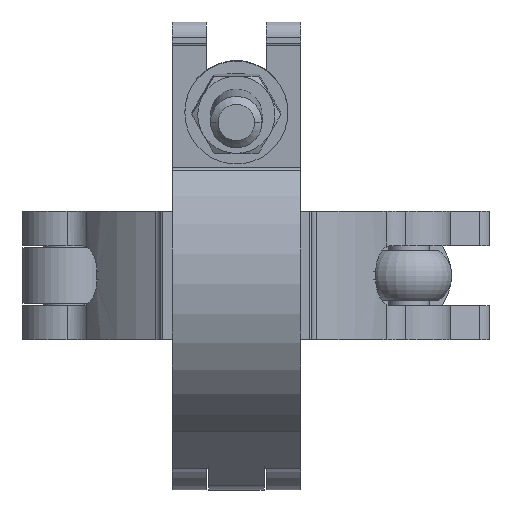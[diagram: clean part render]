
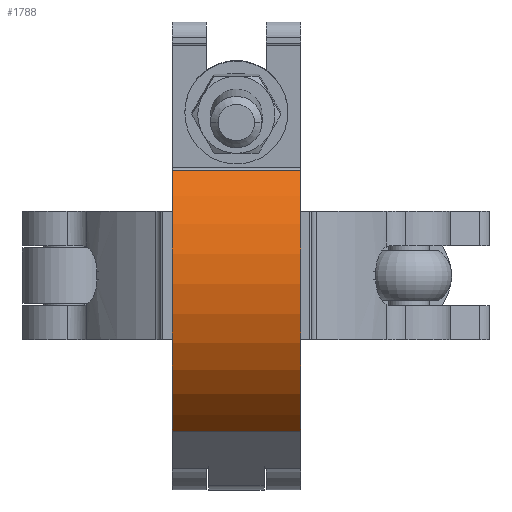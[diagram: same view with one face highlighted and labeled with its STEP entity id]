
A CAD part, front view. The second image highlights one B-rep face of the part: STEP entity #1788.
In plain terms, the highlighted cylindrical face has radius 41.35 mm (diameter 82.7 mm), a partial arc.
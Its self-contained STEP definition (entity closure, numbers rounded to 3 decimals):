
#146 = DIRECTION ( 'NONE',  ( 0., 0., -1. ) ) ;
#806 = ORIENTED_EDGE ( 'NONE', *, *, #5193, .T. ) ;
#948 = CARTESIAN_POINT ( 'NONE',  ( 14.95, 28.254, -5.364 ) ) ;
#1355 = DIRECTION ( 'NONE',  ( -1., 0., 0. ) ) ;
#1636 = CARTESIAN_POINT ( 'NONE',  ( -14.95, 28.254, -5.364 ) ) ;
#1788 = ADVANCED_FACE ( 'NONE', ( #11173 ), #10590, .T. ) ;
#2032 = CARTESIAN_POINT ( 'NONE',  ( 14.95, 7.226, -40.968 ) ) ;
#2156 = CARTESIAN_POINT ( 'NONE',  ( -14.95, 39.532, -66.777 ) ) ;
#2779 = DIRECTION ( 'NONE',  ( -1., 0., 0. ) ) ;
#3257 = CARTESIAN_POINT ( 'NONE',  ( 14.95, 39.532, -66.777 ) ) ;
#3320 = VERTEX_POINT ( 'NONE', #1636 ) ;
#3551 = CARTESIAN_POINT ( 'NONE',  ( 14.95, 7.226, -40.968 ) ) ;
#3982 = VECTOR ( 'NONE', #1355, 1000. ) ;
#4138 = EDGE_CURVE ( 'NONE', #4786, #11233, #9200, .T. ) ;
#4493 = DIRECTION ( 'NONE',  ( 0., 0., 1. ) ) ;
#4786 = VERTEX_POINT ( 'NONE', #8827 ) ;
#5091 = EDGE_LOOP ( 'NONE', ( #806, #8292, #11149, #11974 ) ) ;
#5193 = EDGE_CURVE ( 'NONE', #9280, #3320, #5322, .T. ) ;
#5287 = LINE ( 'NONE', #3257, #3982 ) ;
#5322 = CIRCLE ( 'NONE', #6188, 41.35 ) ;
#6188 = AXIS2_PLACEMENT_3D ( 'NONE', #11307, #6688, #146 ) ;
#6548 = DIRECTION ( 'NONE',  ( -1., 0., 0. ) ) ;
#6688 = DIRECTION ( 'NONE',  ( 1., 0., 0. ) ) ;
#8225 = EDGE_CURVE ( 'NONE', #4786, #9280, #5287, .T. ) ;
#8292 = ORIENTED_EDGE ( 'NONE', *, *, #10828, .F. ) ;
#8827 = CARTESIAN_POINT ( 'NONE',  ( 14.95, 39.532, -66.777 ) ) ;
#9200 = CIRCLE ( 'NONE', #10757, 41.35 ) ;
#9267 = AXIS2_PLACEMENT_3D ( 'NONE', #3551, #2779, #4493 ) ;
#9280 = VERTEX_POINT ( 'NONE', #2156 ) ;
#10386 = DIRECTION ( 'NONE',  ( 0., 0., -1. ) ) ;
#10590 = CYLINDRICAL_SURFACE ( 'NONE', #9267, 41.35 ) ;
#10757 = AXIS2_PLACEMENT_3D ( 'NONE', #2032, #11369, #10386 ) ;
#10828 = EDGE_CURVE ( 'NONE', #11233, #3320, #12121, .T. ) ;
#11078 = CARTESIAN_POINT ( 'NONE',  ( 14.95, 28.254, -5.364 ) ) ;
#11149 = ORIENTED_EDGE ( 'NONE', *, *, #4138, .F. ) ;
#11173 = FACE_OUTER_BOUND ( 'NONE', #5091, .T. ) ;
#11233 = VERTEX_POINT ( 'NONE', #11078 ) ;
#11307 = CARTESIAN_POINT ( 'NONE',  ( -14.95, 7.226, -40.968 ) ) ;
#11369 = DIRECTION ( 'NONE',  ( 1., 0., 0. ) ) ;
#11829 = VECTOR ( 'NONE', #6548, 1000. ) ;
#11974 = ORIENTED_EDGE ( 'NONE', *, *, #8225, .T. ) ;
#12121 = LINE ( 'NONE', #948, #11829 ) ;
